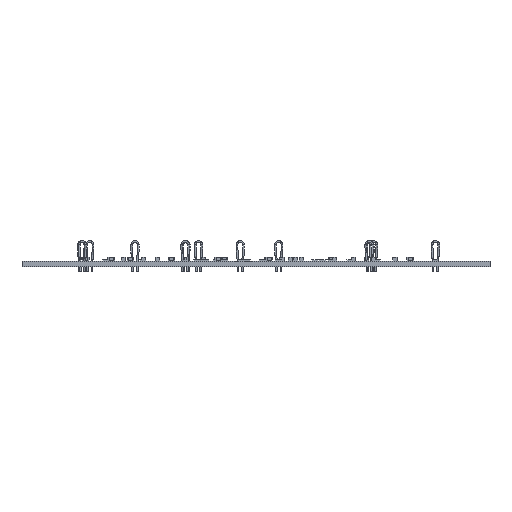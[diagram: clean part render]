
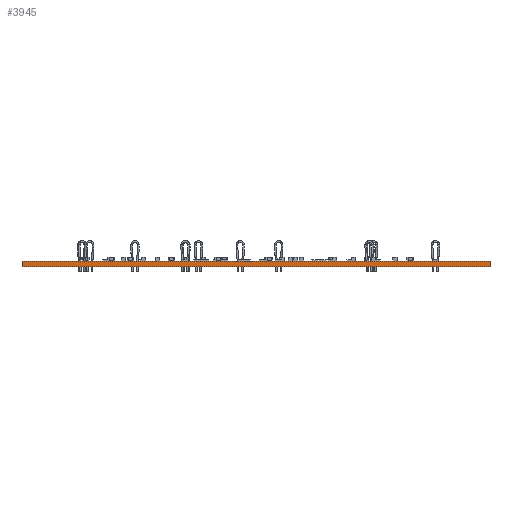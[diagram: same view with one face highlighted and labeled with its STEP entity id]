
A CAD part, front view. The second image highlights one B-rep face of the part: STEP entity #3945.
In plain terms, the highlighted planar face has unit normal (0, -1, 0).
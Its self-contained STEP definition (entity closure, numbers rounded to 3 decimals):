
#3945 = ADVANCED_FACE('',(#3946),#3980,.T.);
#3946 = FACE_BOUND('',#3947,.T.);
#3947 = EDGE_LOOP('',(#3948,#3958,#3966,#3974));
#3948 = ORIENTED_EDGE('',*,*,#3949,.T.);
#3949 = EDGE_CURVE('',#3950,#3952,#3954,.T.);
#3950 = VERTEX_POINT('',#3951);
#3951 = CARTESIAN_POINT('',(219.71,-131.826,0.));
#3952 = VERTEX_POINT('',#3953);
#3953 = CARTESIAN_POINT('',(219.71,-131.826,1.6));
#3954 = LINE('',#3955,#3956);
#3955 = CARTESIAN_POINT('',(219.71,-131.826,0.));
#3956 = VECTOR('',#3957,1.);
#3957 = DIRECTION('',(0.,0.,1.));
#3958 = ORIENTED_EDGE('',*,*,#3959,.T.);
#3959 = EDGE_CURVE('',#3952,#3960,#3962,.T.);
#3960 = VERTEX_POINT('',#3961);
#3961 = CARTESIAN_POINT('',(79.756,-131.826,1.6));
#3962 = LINE('',#3963,#3964);
#3963 = CARTESIAN_POINT('',(219.71,-131.826,1.6));
#3964 = VECTOR('',#3965,1.);
#3965 = DIRECTION('',(-1.,0.,0.));
#3966 = ORIENTED_EDGE('',*,*,#3967,.F.);
#3967 = EDGE_CURVE('',#3968,#3960,#3970,.T.);
#3968 = VERTEX_POINT('',#3969);
#3969 = CARTESIAN_POINT('',(79.756,-131.826,0.));
#3970 = LINE('',#3971,#3972);
#3971 = CARTESIAN_POINT('',(79.756,-131.826,0.));
#3972 = VECTOR('',#3973,1.);
#3973 = DIRECTION('',(0.,0.,1.));
#3974 = ORIENTED_EDGE('',*,*,#3975,.F.);
#3975 = EDGE_CURVE('',#3950,#3968,#3976,.T.);
#3976 = LINE('',#3977,#3978);
#3977 = CARTESIAN_POINT('',(219.71,-131.826,0.));
#3978 = VECTOR('',#3979,1.);
#3979 = DIRECTION('',(-1.,0.,0.));
#3980 = PLANE('',#3981);
#3981 = AXIS2_PLACEMENT_3D('',#3982,#3983,#3984);
#3982 = CARTESIAN_POINT('',(219.71,-131.826,0.));
#3983 = DIRECTION('',(0.,-1.,0.));
#3984 = DIRECTION('',(-1.,0.,0.));
